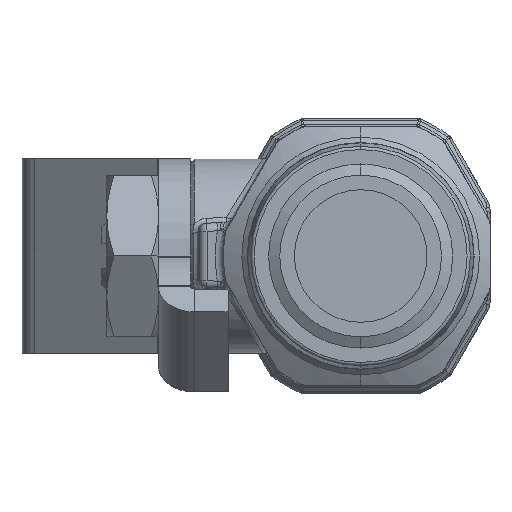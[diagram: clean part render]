
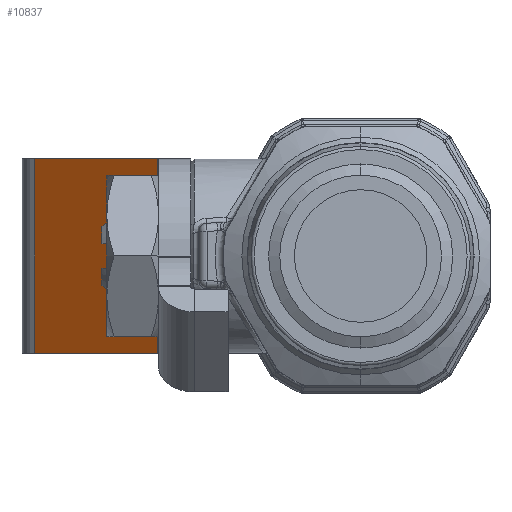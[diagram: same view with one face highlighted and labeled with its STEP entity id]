
A CAD part, left-side view. The second image highlights one B-rep face of the part: STEP entity #10837.
In plain terms, the highlighted planar face has unit normal (-0.766, 0.643, 0).
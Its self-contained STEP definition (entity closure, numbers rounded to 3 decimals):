
#160 = EDGE_CURVE ( 'Defeature completata1_372+Defeature completata1_376+Defeature completata1_369+Defeature completata1_370', #7772, #12870, #7292, .T. ) ;
#688 = DIRECTION ( 'NONE',  ( 0., 0., -1. ) ) ;
#755 = PLANE ( 'NONE',  #4389 ) ;
#859 = ORIENTED_EDGE ( 'NONE', *, *, #10000, .F. ) ;
#873 = CARTESIAN_POINT ( 'NONE',  ( 13.358, 12.571, 6. ) ) ;
#1763 = LINE ( 'NONE', #6682, #15114 ) ;
#2985 = FACE_OUTER_BOUND ( 'NONE', #13125, .T. ) ;
#3444 = VERTEX_POINT ( 'NONE', #7254 ) ;
#3846 = VECTOR ( 'NONE', #10443, 1000. ) ;
#3851 = VECTOR ( 'NONE', #688, 1000. ) ;
#4022 = DIRECTION ( 'NONE',  ( -0.643, -0.766, 0. ) ) ;
#4102 = ORIENTED_EDGE ( 'NONE', *, *, #7613, .F. ) ;
#4389 = AXIS2_PLACEMENT_3D ( 'NONE', #14928, #4614, #13659 ) ;
#4542 = CARTESIAN_POINT ( 'NONE',  ( 19.726, 20.16, -6. ) ) ;
#4614 = DIRECTION ( 'NONE',  ( -0.766, 0.643, 0. ) ) ;
#5855 = EDGE_CURVE ( 'Defeature completata1_373+Defeature completata1_376+Defeature completata1_370+Defeature completata1_377', #12870, #6649, #6876, .T. ) ;
#6649 = VERTEX_POINT ( 'NONE', #13291 ) ;
#6682 = CARTESIAN_POINT ( 'NONE',  ( 13.298, 12.5, 6. ) ) ;
#6876 = LINE ( 'NONE', #4542, #13336 ) ;
#6882 = LINE ( 'NONE', #12957, #3846 ) ;
#7254 = CARTESIAN_POINT ( 'NONE',  ( 19.726, 20.16, 6. ) ) ;
#7292 = LINE ( 'NONE', #8322, #3851 ) ;
#7613 = EDGE_CURVE ( 'Defeature completata1_374+Defeature completata1_376+Defeature completata1_378+Defeature completata1_369', #3444, #7772, #1763, .T. ) ;
#7772 = VERTEX_POINT ( 'NONE', #873 ) ;
#8322 = CARTESIAN_POINT ( 'NONE',  ( 13.358, 12.571, 6. ) ) ;
#8602 = ORIENTED_EDGE ( 'NONE', *, *, #160, .F. ) ;
#10000 = EDGE_CURVE ( 'Defeature completata1_379+Defeature completata1_376+Defeature completata1_377+Defeature completata1_378', #6649, #3444, #6882, .T. ) ;
#10443 = DIRECTION ( 'NONE',  ( 0., 0., 1. ) ) ;
#10623 = ORIENTED_EDGE ( 'NONE', *, *, #5855, .F. ) ;
#10837 = ADVANCED_FACE ( 'Defeature completata1_376', ( #2985 ), #755, .T. ) ;
#12157 = CARTESIAN_POINT ( 'NONE',  ( 13.358, 12.571, -6. ) ) ;
#12870 = VERTEX_POINT ( 'NONE', #12157 ) ;
#12957 = CARTESIAN_POINT ( 'NONE',  ( 19.726, 20.16, 6. ) ) ;
#13125 = EDGE_LOOP ( 'NONE', ( #10623, #8602, #4102, #859 ) ) ;
#13291 = CARTESIAN_POINT ( 'NONE',  ( 19.726, 20.16, -6. ) ) ;
#13336 = VECTOR ( 'NONE', #14955, 1000. ) ;
#13659 = DIRECTION ( 'NONE',  ( 0.643, 0.766, 0. ) ) ;
#14928 = CARTESIAN_POINT ( 'NONE',  ( 8.801, 7.141, 0. ) ) ;
#14955 = DIRECTION ( 'NONE',  ( 0.643, 0.766, 0. ) ) ;
#15114 = VECTOR ( 'NONE', #4022, 1000. ) ;
